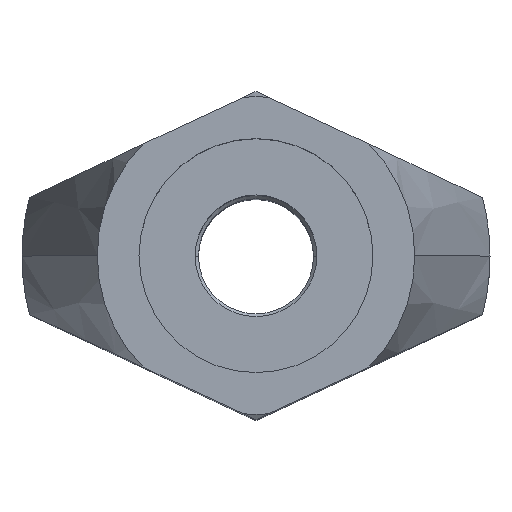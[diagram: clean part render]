
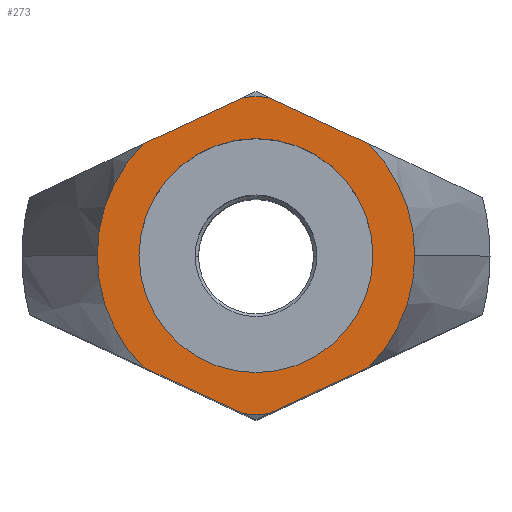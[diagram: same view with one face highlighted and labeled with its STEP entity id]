
A CAD part, top view. The second image highlights one B-rep face of the part: STEP entity #273.
In plain terms, the highlighted planar face has unit normal (0, 0, 1).
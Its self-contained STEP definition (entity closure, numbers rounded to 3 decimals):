
#189=VERTEX_POINT('',#522);
#233=EDGE_CURVE('',#443,#271,#576,.T.);
#241=EDGE_CURVE('',#343,#401,#585,.T.);
#253=EDGE_CURVE('',#189,#261,#597,.T.);
#257=EDGE_CURVE('',#267,#473,#601,.T.);
#261=VERTEX_POINT('',#605);
#263=EDGE_CURVE('',#271,#335,#607,.T.);
#267=VERTEX_POINT('',#612);
#271=VERTEX_POINT('',#616);
#273=ADVANCED_FACE('',(#618,#619),#620,.T.);
#281=EDGE_CURVE('',#373,#443,#628,.T.);
#291=EDGE_CURVE('',#361,#373,#639,.T.);
#323=EDGE_CURVE('',#355,#267,#674,.T.);
#331=EDGE_CURVE('',#335,#343,#683,.T.);
#335=VERTEX_POINT('',#687);
#341=EDGE_CURVE('',#401,#355,#694,.T.);
#343=VERTEX_POINT('',#696);
#355=VERTEX_POINT('',#709);
#361=VERTEX_POINT('',#715);
#373=VERTEX_POINT('',#729);
#395=EDGE_CURVE('',#261,#189,#753,.T.);
#401=VERTEX_POINT('',#759);
#441=EDGE_CURVE('',#473,#361,#808,.T.);
#443=VERTEX_POINT('',#810);
#473=VERTEX_POINT('',#841);
#522=CARTESIAN_POINT('',(2.5,0.0,10.0));
#576=LINE('',#952,#953);
#585=CIRCLE('',#966,3.392);
#597=CIRCLE('',#1003,2.5);
#601=CIRCLE('',#1009,3.392);
#605=CARTESIAN_POINT('',(-2.5,0.,10.0));
#607=CIRCLE('',#1016,3.392);
#612=CARTESIAN_POINT('',(-0.272,-3.381,10.0));
#616=CARTESIAN_POINT('',(0.272,3.381,10.0));
#618=FACE_OUTER_BOUND('',#1027,.T.);
#619=FACE_BOUND('',#1028,.T.);
#620=PLANE('',#1029);
#628=CIRCLE('',#1043,3.392);
#639=CIRCLE('',#1058,3.392);
#674=LINE('',#1110,#1111);
#683=LINE('',#1131,#1132);
#687=CARTESIAN_POINT('',(-0.272,3.381,10.0));
#694=CIRCLE('',#1155,3.392);
#696=CARTESIAN_POINT('',(-2.416,2.382,10.0));
#709=CARTESIAN_POINT('',(-2.416,-2.382,10.0));
#715=CARTESIAN_POINT('',(2.416,-2.382,10.0));
#729=CARTESIAN_POINT('',(3.392,0.,10.0));
#753=CIRCLE('',#1238,2.5);
#759=CARTESIAN_POINT('',(-3.392,0.,10.0));
#808=LINE('',#1315,#1316);
#810=CARTESIAN_POINT('',(2.416,2.382,10.0));
#841=CARTESIAN_POINT('',(0.272,-3.381,10.0));
#952=CARTESIAN_POINT('',(0.209,3.41,10.0));
#953=VECTOR('',#1514,1.0);
#966=AXIS2_PLACEMENT_3D('',#1527,#1528,#1529);
#1003=AXIS2_PLACEMENT_3D('',#1532,#1533,#1534);
#1009=AXIS2_PLACEMENT_3D('',#1538,#1539,#1540);
#1016=AXIS2_PLACEMENT_3D('',#1541,#1542,#1543);
#1027=EDGE_LOOP('',(#1553,#1554,#1555,#1556,#1557,#1558,#1559,#1560,#1561,#1562));
#1028=EDGE_LOOP('',(#1563,#1564));
#1029=AXIS2_PLACEMENT_3D('',#1565,#1566,#1567);
#1043=AXIS2_PLACEMENT_3D('',#1573,#1574,#1575);
#1058=AXIS2_PLACEMENT_3D('',#1590,#1591,#1592);
#1110=CARTESIAN_POINT('',(-1.603,-2.761,10.0));
#1111=VECTOR('',#1624,1.0);
#1131=CARTESIAN_POINT('',(-1.603,2.761,10.0));
#1132=VECTOR('',#1633,1.0);
#1155=AXIS2_PLACEMENT_3D('',#1645,#1646,#1647);
#1238=AXIS2_PLACEMENT_3D('',#1704,#1705,#1706);
#1315=CARTESIAN_POINT('',(0.209,-3.41,10.0));
#1316=VECTOR('',#1787,1.0);
#1514=DIRECTION('',(-0.906,0.423,0.));
#1527=CARTESIAN_POINT('',(0.,0.,10.0));
#1528=DIRECTION('',(0.,0.,1.0));
#1529=DIRECTION('',(-1.0,0.,-0.0));
#1532=CARTESIAN_POINT('',(0.0,0.0,10.0));
#1533=DIRECTION('',(0.,0.,-1.0));
#1534=DIRECTION('',(1.0,0.,0.));
#1538=CARTESIAN_POINT('',(0.,0.,10.0));
#1539=DIRECTION('',(0.,0.,1.0));
#1540=DIRECTION('',(-1.0,0.,-0.0));
#1541=CARTESIAN_POINT('',(0.,0.,10.0));
#1542=DIRECTION('',(0.,0.,1.0));
#1543=DIRECTION('',(-1.0,0.,-0.0));
#1553=ORIENTED_EDGE('',*,*,#331,.T.);
#1554=ORIENTED_EDGE('',*,*,#241,.T.);
#1555=ORIENTED_EDGE('',*,*,#341,.T.);
#1556=ORIENTED_EDGE('',*,*,#323,.T.);
#1557=ORIENTED_EDGE('',*,*,#257,.T.);
#1558=ORIENTED_EDGE('',*,*,#441,.T.);
#1559=ORIENTED_EDGE('',*,*,#291,.T.);
#1560=ORIENTED_EDGE('',*,*,#281,.T.);
#1561=ORIENTED_EDGE('',*,*,#233,.T.);
#1562=ORIENTED_EDGE('',*,*,#263,.T.);
#1563=ORIENTED_EDGE('',*,*,#253,.T.);
#1564=ORIENTED_EDGE('',*,*,#395,.T.);
#1565=CARTESIAN_POINT('',(-1.696,0.,10.0));
#1566=DIRECTION('',(0.,0.,1.0));
#1567=DIRECTION('',(-1.0,0.,-0.0));
#1573=CARTESIAN_POINT('',(0.,0.,10.0));
#1574=DIRECTION('',(0.,0.,1.0));
#1575=DIRECTION('',(-1.0,0.,-0.0));
#1590=CARTESIAN_POINT('',(0.,0.,10.0));
#1591=DIRECTION('',(0.,0.,1.0));
#1592=DIRECTION('',(-1.0,0.,-0.0));
#1624=DIRECTION('',(0.906,-0.423,0.));
#1633=DIRECTION('',(-0.906,-0.423,0.));
#1645=CARTESIAN_POINT('',(0.,0.,10.0));
#1646=DIRECTION('',(0.,0.,1.0));
#1647=DIRECTION('',(-1.0,0.,-0.0));
#1704=CARTESIAN_POINT('',(0.0,0.0,10.0));
#1705=DIRECTION('',(0.,0.,-1.0));
#1706=DIRECTION('',(1.0,0.,0.));
#1787=DIRECTION('',(0.906,0.423,0.));
